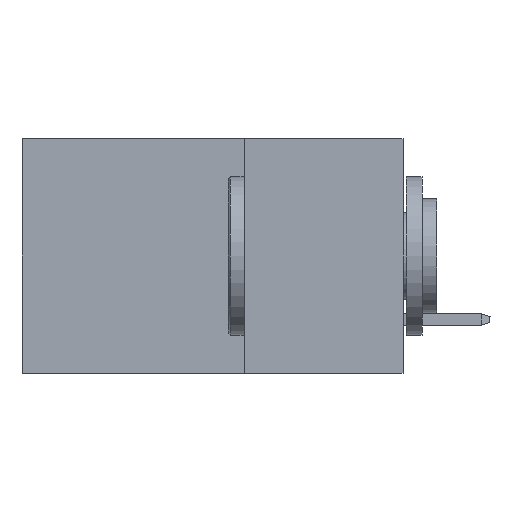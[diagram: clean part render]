
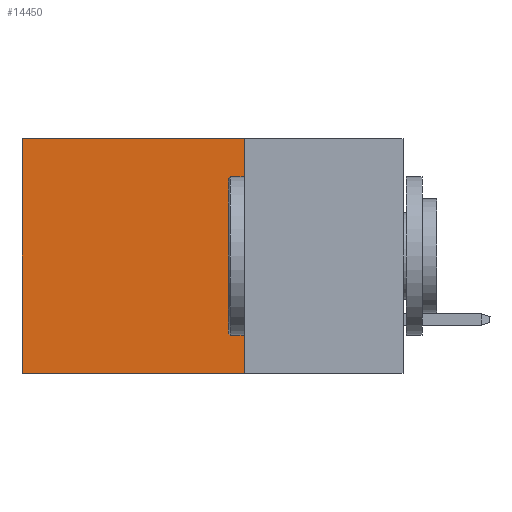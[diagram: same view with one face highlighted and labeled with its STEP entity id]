
A CAD part, left-side view. The second image highlights one B-rep face of the part: STEP entity #14450.
In plain terms, the highlighted planar face has unit normal (-1, 0, 0).
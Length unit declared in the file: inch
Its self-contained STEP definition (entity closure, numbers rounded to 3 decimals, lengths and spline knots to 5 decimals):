
#419 = ORIENTED_EDGE ( 'NONE', *, *, #11476, .T. ) ;
#2791 = VERTEX_POINT ( 'NONE', #5820 ) ;
#3877 = CARTESIAN_POINT ( 'NONE',  ( 0.2875, 0.6, -0.37 ) ) ;
#4345 = CARTESIAN_POINT ( 'NONE',  ( 0.2875, 0.25, 0. ) ) ;
#5036 = AXIS2_PLACEMENT_3D ( 'NONE', #13670, #20487, #11911 ) ;
#5146 = FACE_OUTER_BOUND ( 'NONE', #15280, .T. ) ;
#5558 = EDGE_CURVE ( 'NONE', #2791, #7073, #16751, .T. ) ;
#5820 = CARTESIAN_POINT ( 'NONE',  ( 0.2875, 0.25, -0.37 ) ) ;
#6517 = ORIENTED_EDGE ( 'NONE', *, *, #5558, .F. ) ;
#7050 = PLANE ( 'NONE',  #5036 ) ;
#7073 = VERTEX_POINT ( 'NONE', #3877 ) ;
#7155 = LINE ( 'NONE', #14105, #12141 ) ;
#7786 = VERTEX_POINT ( 'NONE', #16999 ) ;
#7892 = DIRECTION ( 'NONE',  ( 0., 0., -1. ) ) ;
#8356 = EDGE_CURVE ( 'NONE', #19487, #2791, #7155, .T. ) ;
#8470 = VECTOR ( 'NONE', #18245, 39.37008 ) ;
#11193 = LINE ( 'NONE', #17798, #13084 ) ;
#11476 = EDGE_CURVE ( 'NONE', #19487, #7786, #19461, .T. ) ;
#11874 = EDGE_CURVE ( 'NONE', #7786, #7073, #11193, .T. ) ;
#11911 = DIRECTION ( 'NONE',  ( 0., 0., -1. ) ) ;
#12141 = VECTOR ( 'NONE', #20476, 39.37008 ) ;
#12249 = VECTOR ( 'NONE', #15079, 39.37008 ) ;
#13084 = VECTOR ( 'NONE', #7892, 39.37008 ) ;
#13670 = CARTESIAN_POINT ( 'NONE',  ( 0.2875, 0.25, 0. ) ) ;
#14105 = CARTESIAN_POINT ( 'NONE',  ( 0.2875, 0.25, 0. ) ) ;
#14450 = ADVANCED_FACE ( 'NONE', ( #5146 ), #7050, .F. ) ;
#14935 = CARTESIAN_POINT ( 'NONE',  ( 0.2875, 0.25, 0. ) ) ;
#15079 = DIRECTION ( 'NONE',  ( 0., 1., 0. ) ) ;
#15280 = EDGE_LOOP ( 'NONE', ( #17103, #6517, #18939, #419 ) ) ;
#16636 = CARTESIAN_POINT ( 'NONE',  ( 0.2875, 0.25, -0.37 ) ) ;
#16751 = LINE ( 'NONE', #16636, #12249 ) ;
#16999 = CARTESIAN_POINT ( 'NONE',  ( 0.2875, 0.6, 0. ) ) ;
#17103 = ORIENTED_EDGE ( 'NONE', *, *, #11874, .T. ) ;
#17798 = CARTESIAN_POINT ( 'NONE',  ( 0.2875, 0.6, 0. ) ) ;
#18245 = DIRECTION ( 'NONE',  ( 0., 1., 0. ) ) ;
#18939 = ORIENTED_EDGE ( 'NONE', *, *, #8356, .F. ) ;
#19461 = LINE ( 'NONE', #4345, #8470 ) ;
#19487 = VERTEX_POINT ( 'NONE', #14935 ) ;
#20476 = DIRECTION ( 'NONE',  ( 0., 0., -1. ) ) ;
#20487 = DIRECTION ( 'NONE',  ( 1., 0., 0. ) ) ;
